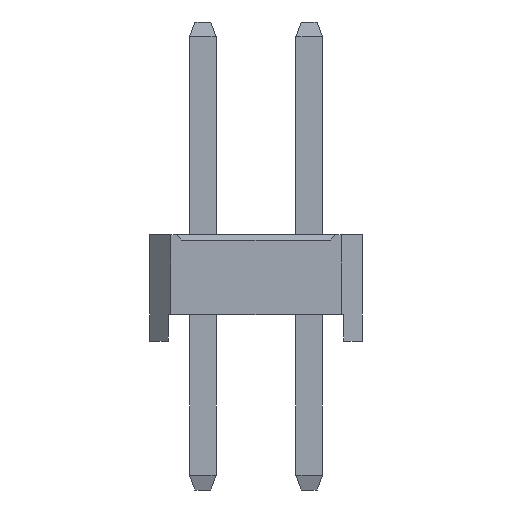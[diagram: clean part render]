
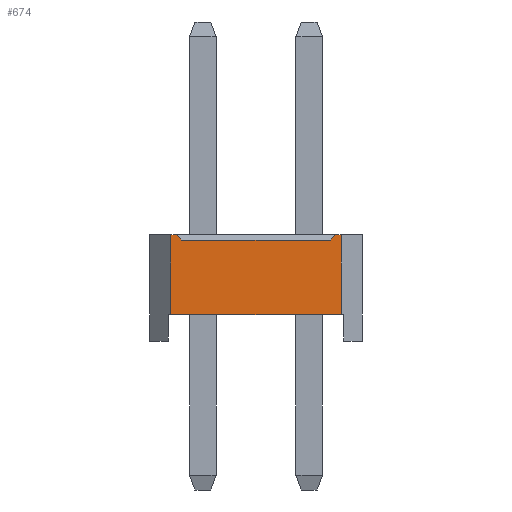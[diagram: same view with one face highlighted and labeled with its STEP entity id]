
A CAD part, left-side view. The second image highlights one B-rep face of the part: STEP entity #674.
In plain terms, the highlighted planar face has unit normal (-1, 0, 0).
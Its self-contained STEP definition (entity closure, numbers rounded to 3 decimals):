
#674=ADVANCED_FACE('',(#2888),#2890,.T.);
#2888=FACE_BOUND('',#2889,.T.);
#2889=EDGE_LOOP('',(#4637,#4638,#4639,#4640,#4641,#4642,#4643,#4644));
#2890=PLANE('',#2891);
#2891=AXIS2_PLACEMENT_3D('',#2892,#2893,#2894);
#2892=CARTESIAN_POINT('',(-1.,2.6,0.));
#2893=DIRECTION('',(-1.,0.,0.));
#2894=DIRECTION('',(0.,-1.,0.));
#4637=ORIENTED_EDGE('',*,*,#5722,.F.);
#4638=ORIENTED_EDGE('',*,*,#5723,.T.);
#4639=ORIENTED_EDGE('',*,*,#5724,.F.);
#4640=ORIENTED_EDGE('',*,*,#5506,.F.);
#4641=ORIENTED_EDGE('',*,*,#5725,.F.);
#4642=ORIENTED_EDGE('',*,*,#5420,.T.);
#4643=ORIENTED_EDGE('',*,*,#5721,.T.);
#4644=ORIENTED_EDGE('',*,*,#5510,.F.);
#5420=EDGE_CURVE('',#6034,#6032,#6035,.T.);
#5506=EDGE_CURVE('',#6204,#6206,#6207,.T.);
#5510=EDGE_CURVE('',#6212,#6214,#6215,.T.);
#5721=EDGE_CURVE('',#6032,#6214,#6567,.T.);
#5722=EDGE_CURVE('',#6568,#6212,#6569,.F.);
#5723=EDGE_CURVE('',#6568,#6570,#6571,.T.);
#5724=EDGE_CURVE('',#6206,#6570,#6572,.F.);
#5725=EDGE_CURVE('',#6034,#6204,#6573,.T.);
#6032=VERTEX_POINT('',#7026);
#6034=VERTEX_POINT('',#7030);
#6035=LINE('',#7031,#7032);
#6204=VERTEX_POINT('',#7370);
#6206=VERTEX_POINT('',#7374);
#6207=LINE('',#7375,#7376);
#6212=VERTEX_POINT('',#7386);
#6214=VERTEX_POINT('',#7390);
#6215=LINE('',#7391,#7392);
#6567=LINE('',#8165,#8166);
#6568=VERTEX_POINT('',#8168);
#6569=LINE('',#8169,#8170);
#6570=VERTEX_POINT('',#8172);
#6571=LINE('',#8173,#8174);
#6572=LINE('',#8176,#8177);
#6573=LINE('',#8179,#8180);
#7026=CARTESIAN_POINT('',(-1.,-0.6,0.5));
#7030=CARTESIAN_POINT('',(-1.,2.6,0.5));
#7031=CARTESIAN_POINT('',(-1.,2.6,0.5));
#7032=VECTOR('',#7033,1.);
#7033=DIRECTION('',(0.,-1.,0.));
#7370=CARTESIAN_POINT('',(-1.,2.6,2.));
#7374=CARTESIAN_POINT('',(-1.,2.5,2.));
#7375=CARTESIAN_POINT('',(-1.,2.6,2.));
#7376=VECTOR('',#7377,1.);
#7377=DIRECTION('',(0.,-1.,0.));
#7386=CARTESIAN_POINT('',(-1.,-0.5,2.));
#7390=CARTESIAN_POINT('',(-1.,-0.6,2.));
#7391=CARTESIAN_POINT('',(-1.,-0.5,2.));
#7392=VECTOR('',#7393,1.);
#7393=DIRECTION('',(0.,-1.,0.));
#8165=CARTESIAN_POINT('',(-1.,-0.6,0.5));
#8166=VECTOR('',#8167,1.);
#8167=DIRECTION('',(0.,0.,1.));
#8168=CARTESIAN_POINT('',(-1.,-0.4,1.9));
#8169=CARTESIAN_POINT('',(-1.,-0.5,2.));
#8170=VECTOR('',#8171,1.);
#8171=DIRECTION('',(0.,0.707,-0.707));
#8172=CARTESIAN_POINT('',(-1.,2.4,1.9));
#8173=CARTESIAN_POINT('',(-1.,-0.4,1.9));
#8174=VECTOR('',#8175,1.);
#8175=DIRECTION('',(0.,1.,0.));
#8176=CARTESIAN_POINT('',(-1.,2.4,1.9));
#8177=VECTOR('',#8178,1.);
#8178=DIRECTION('',(0.,0.707,0.707));
#8179=CARTESIAN_POINT('',(-1.,2.6,0.5));
#8180=VECTOR('',#8181,1.);
#8181=DIRECTION('',(0.,0.,1.));
